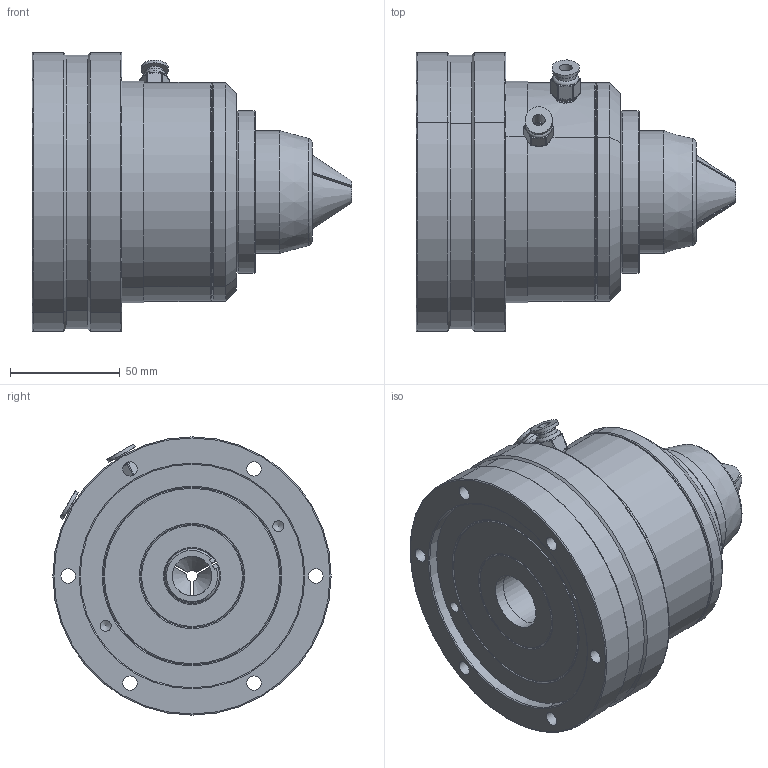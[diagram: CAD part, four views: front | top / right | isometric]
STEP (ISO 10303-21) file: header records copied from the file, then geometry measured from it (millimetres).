
FILE_DESCRIPTION (( 'STEP AP214' ), '1' );
FILE_NAME ('GAL-W25+W25.STEP', '2025-02-05T09:29:35', ( '' ), ( '' ), 'SwSTEP 2.0', 'SolidWorks 2023', '' );
FILE_SCHEMA (( 'AUTOMOTIVE_DESIGN' ));
Length unit declared in the file: millimetre
Products named in the file (3): W25; GAL-W25+W25; GAL-W25
Assembly tree (2 placements, depth 2):
  GAL-W25+W25
    GAL-W25
    W25
Bounding box: 146 x 127 x 127 mm (x, y, z)
Volume: 927541.5 mm3; surface area: 120694.1 mm2
Topology: 6 solids, 6 shells, 635 faces, 1644 edges, 984 vertices
Faces by surface type: plane 207, cylinder 170, bspline 163, cone 46, torus 25, sphere 24
Full cylindrical faces by diameter (mm): 2.9 x8, 4.5 x4, 5 x2, 6 x2, 7.5 x4, 8 x2, 9.5 x2, 18 x1, 26 x2, 47 x1, 49.55 x1, 50.7 x1, 56 x1, 74 x1, 99 x1
Entity records: 68913 total; most frequent: CARTESIAN_POINT 49042, ORIENTED_EDGE 2894, DIRECTION 2382, EDGE_CURVE 1447, VERTEX_POINT 937, AXIS2_PLACEMENT_3D 884, EDGE_LOOP 780, FACE_OUTER_BOUND 683
